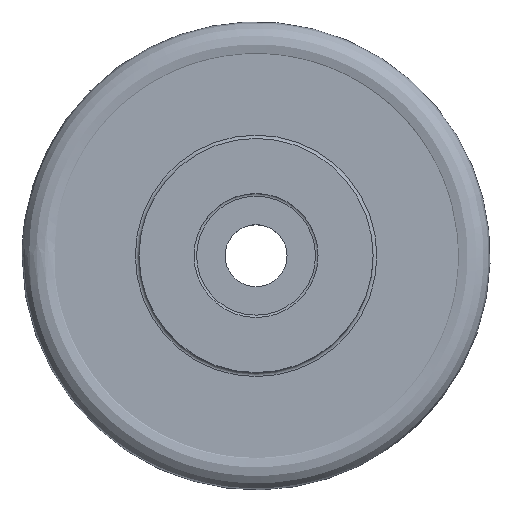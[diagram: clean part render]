
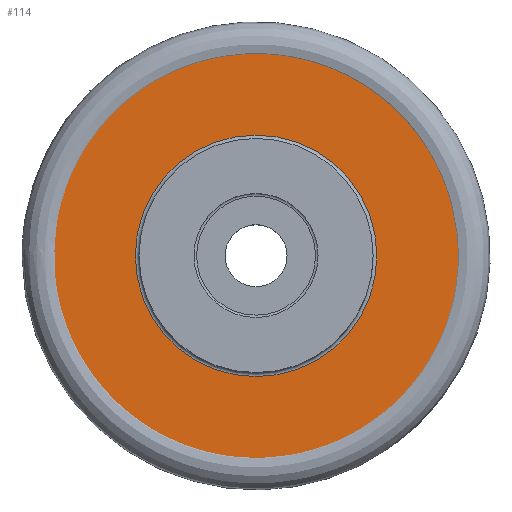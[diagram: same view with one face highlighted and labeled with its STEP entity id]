
A CAD part, top view. The second image highlights one B-rep face of the part: STEP entity #114.
In plain terms, the highlighted planar face has unit normal (0, 0, 1).
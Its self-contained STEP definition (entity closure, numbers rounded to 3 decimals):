
#114=ADVANCED_FACE('TB_SU_5',(#136,#137),#131,.T.);
#131=PLANE('',#423);
#136=FACE_BOUND('',#169,.T.);
#137=FACE_BOUND('',#170,.T.);
#169=EDGE_LOOP('',(#201));
#170=EDGE_LOOP('',(#202));
#201=ORIENTED_EDGE('',*,*,#250,.T.);
#202=ORIENTED_EDGE('',*,*,#251,.T.);
#233=VERTEX_POINT('',#583);
#234=VERTEX_POINT('',#585);
#250=EDGE_CURVE('',#233,#233,#266,.T.);
#251=EDGE_CURVE('',#234,#234,#267,.T.);
#266=CIRCLE('',#421,45.364);
#267=CIRCLE('',#422,26.3);
#421=AXIS2_PLACEMENT_3D('',#582,#482,#483);
#422=AXIS2_PLACEMENT_3D('',#584,#484,#485);
#423=AXIS2_PLACEMENT_3D('',#586,#486,#487);
#482=DIRECTION('',(0.,0.,1.));
#483=DIRECTION('',(1.,0.,0.));
#484=DIRECTION('',(0.,0.,-1.));
#485=DIRECTION('',(1.,0.,0.));
#486=DIRECTION('',(0.,0.,1.));
#487=DIRECTION('',(1.,0.,0.));
#582=CARTESIAN_POINT('',(0.,0.,-40.5));
#583=CARTESIAN_POINT('',(45.364,0.,-40.5));
#584=CARTESIAN_POINT('',(0.,0.,-40.5));
#585=CARTESIAN_POINT('',(26.3,0.,-40.5));
#586=CARTESIAN_POINT('',(0.,0.,-40.5));
